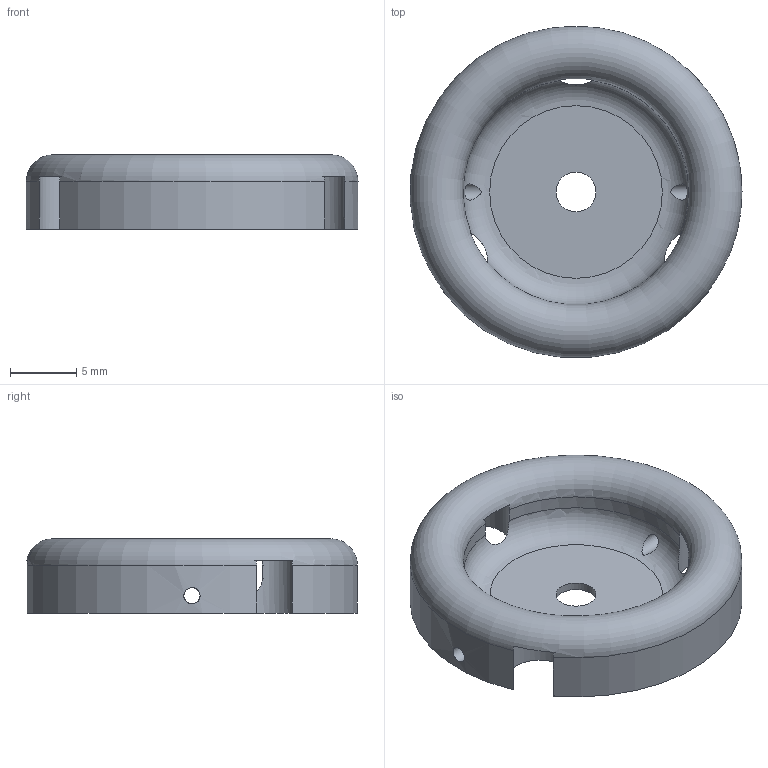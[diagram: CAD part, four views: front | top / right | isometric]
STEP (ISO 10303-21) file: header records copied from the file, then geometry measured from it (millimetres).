
FILE_DESCRIPTION(/* description */ (''),/* implementation_level */ '2;1');
FILE_NAME(/* name */ '30_CUBE_openSIM_Fouriermask.ipt.step',/* time_stamp */ '2022-11-29T08:17:45+01:00',/* author */ ('diederichbenedict'),/* organization */ (''),/* preprocessor_version */ 'ST-DEVELOPER v18.1',/* originating_system */ 'Autodesk Inventor 2022',/* authorisation */ '');
FILE_SCHEMA (('AUTOMOTIVE_DESIGN { 1 0 10303 214 3 1 1 }'));
Length unit declared in the file: millimetre
Products named in the file (1): 30_Cube_openSIM_Fouriermask_2
Bounding box: 25 x 24.9 x 5.6 mm (x, y, z)
Volume: 1319.6 mm3; surface area: 1615 mm2
Topology: 1 solids, 1 shells, 19 faces, 73 edges, 49 vertices
Faces by surface type: cylinder 12, plane 5, torus 2
Full cylindrical faces by diameter (mm): 1.22 x2, 3 x1
Entity records: 1178 total; most frequent: CARTESIAN_POINT 454, ORIENTED_EDGE 146, DIRECTION 137, EDGE_CURVE 73, AXIS2_PLACEMENT_3D 61, VERTEX_POINT 49, CIRCLE 41, EDGE_LOOP 24
